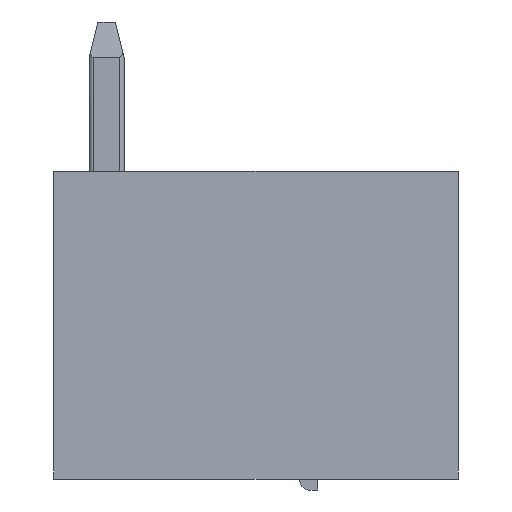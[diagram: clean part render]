
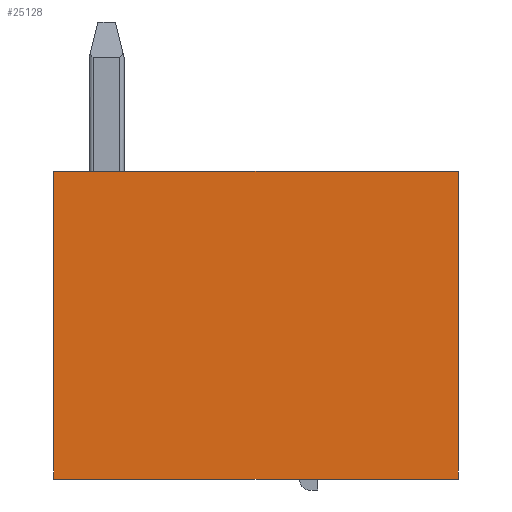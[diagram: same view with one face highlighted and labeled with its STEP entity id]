
A CAD part, front view. The second image highlights one B-rep face of the part: STEP entity #25128.
In plain terms, the highlighted planar face has unit normal (0, -1, 0).
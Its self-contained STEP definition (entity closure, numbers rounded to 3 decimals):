
#74=DIRECTION('',(0.,0.,1.));
#75=VECTOR('',#74,7.);
#76=CARTESIAN_POINT('',(0.,-4.51,-7.));
#77=LINE('',#76,#75);
#994=DIRECTION('',(0.,0.,1.));
#995=VECTOR('',#994,7.);
#996=CARTESIAN_POINT('',(9.2,-4.51,-7.));
#997=LINE('',#996,#995);
#7897=DIRECTION('',(-1.,0.,0.));
#7898=VECTOR('',#7897,9.2);
#7899=CARTESIAN_POINT('',(9.2,-4.51,0.));
#7900=LINE('',#7899,#7898);
#8538=DIRECTION('',(-1.,0.,0.));
#8539=VECTOR('',#8538,9.2);
#8540=CARTESIAN_POINT('',(9.2,-4.51,-7.));
#8541=LINE('',#8540,#8539);
#11361=CARTESIAN_POINT('',(9.2,-4.51,-7.));
#11362=CARTESIAN_POINT('',(9.2,-4.51,0.));
#11363=VERTEX_POINT('',#11361);
#11364=VERTEX_POINT('',#11362);
#11369=CARTESIAN_POINT('',(0.,-4.51,-7.));
#11370=CARTESIAN_POINT('',(0.,-4.51,0.));
#11371=VERTEX_POINT('',#11369);
#11372=VERTEX_POINT('',#11370);
#25117=CARTESIAN_POINT('',(9.2,-4.51,-7.));
#25118=DIRECTION('',(0.,1.,0.));
#25119=DIRECTION('',(0.,0.,1.));
#25120=AXIS2_PLACEMENT_3D('',#25117,#25118,#25119);
#25121=PLANE('',#25120);
#25122=ORIENTED_EDGE('',*,*,#13663,.F.);
#25123=ORIENTED_EDGE('',*,*,#13491,.T.);
#25124=ORIENTED_EDGE('',*,*,#13528,.T.);
#25125=ORIENTED_EDGE('',*,*,#24771,.F.);
#25126=EDGE_LOOP('',(#25122,#25123,#25124,#25125));
#25127=FACE_OUTER_BOUND('',#25126,.F.);
#25128=ADVANCED_FACE('',(#25127),#25121,.F.);
#13491=EDGE_CURVE('',#11363,#11371,#8541,.T.);
#13528=EDGE_CURVE('',#11371,#11372,#77,.T.);
#13663=EDGE_CURVE('',#11363,#11364,#997,.T.);
#24771=EDGE_CURVE('',#11364,#11372,#7900,.T.);
